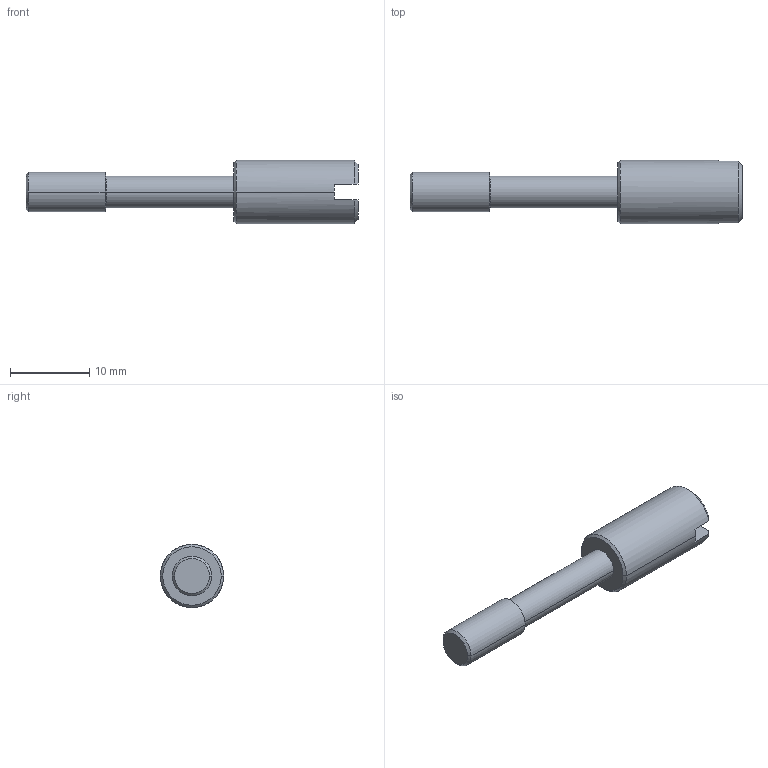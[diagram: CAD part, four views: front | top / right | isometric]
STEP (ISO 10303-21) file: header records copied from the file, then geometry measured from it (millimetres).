
FILE_DESCRIPTION((''),'2;1');
FILE_NAME('CR 42 V.stp','2007-01-12T10:15:32',('gembarski'),(''),'Autodesk Inventor 7','Autodesk Inventor 7','');
FILE_SCHEMA(('AUTOMOTIVE_DESIGN { 1 0 10303 214 1 1 1 1 }'));
Length unit declared in the file: millimetre
Products named in the file (1): CR 42 V
Bounding box: 42 x 8 x 8 mm (x, y, z)
Volume: 1139 mm3; surface area: 889.6 mm2
Topology: 1 solids, 1 shells, 21 faces, 46 edges, 28 vertices
Faces by surface type: cone 8, plane 7, cylinder 6
Entity records: 597 total; most frequent: DIRECTION 108, CARTESIAN_POINT 104, ORIENTED_EDGE 92, EDGE_CURVE 46, AXIS2_PLACEMENT_3D 44, VERTEX_POINT 28, CIRCLE 22, EDGE_LOOP 22
